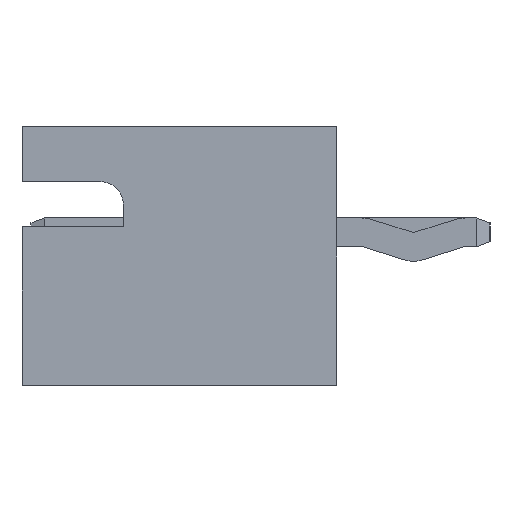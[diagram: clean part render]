
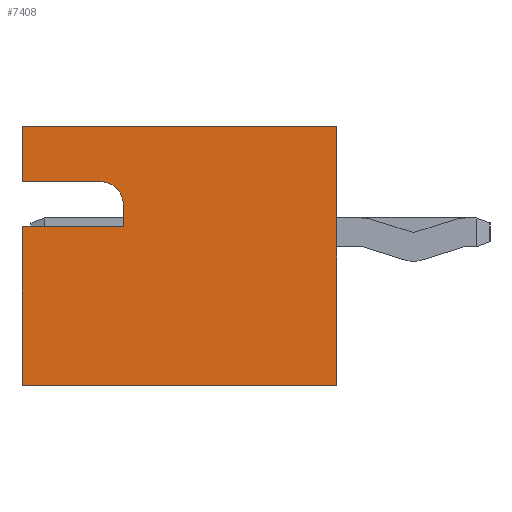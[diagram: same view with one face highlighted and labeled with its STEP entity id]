
A CAD part, left-side view. The second image highlights one B-rep face of the part: STEP entity #7408.
In plain terms, the highlighted planar face has unit normal (-1, 0, 0).
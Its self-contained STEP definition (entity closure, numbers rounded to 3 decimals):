
#20 = EDGE_CURVE ( 'NONE', #5626, #6422, #10462, .T. ) ;
#199 = AXIS2_PLACEMENT_3D ( 'NONE', #1379, #6857, #3512 ) ;
#424 = LINE ( 'NONE', #3050, #13065 ) ;
#451 = VERTEX_POINT ( 'NONE', #6332 ) ;
#625 = CARTESIAN_POINT ( 'NONE',  ( -13.7, 7., 2.875 ) ) ;
#1048 = ORIENTED_EDGE ( 'NONE', *, *, #3074, .T. ) ;
#1379 = CARTESIAN_POINT ( 'NONE',  ( -13.7, 5.25, 1.15 ) ) ;
#1438 = DIRECTION ( 'NONE',  ( 0., 0., 1. ) ) ;
#1446 = VERTEX_POINT ( 'NONE', #1854 ) ;
#1688 = EDGE_CURVE ( 'NONE', #6195, #7157, #6970, .T. ) ;
#1721 = CARTESIAN_POINT ( 'NONE',  ( -13.7, 5.25, 1.65 ) ) ;
#1854 = CARTESIAN_POINT ( 'NONE',  ( -13.7, 4.75, 0.65 ) ) ;
#2000 = LINE ( 'NONE', #7227, #12629 ) ;
#2561 = VERTEX_POINT ( 'NONE', #8162 ) ;
#2598 = LINE ( 'NONE', #625, #10685 ) ;
#2828 = CARTESIAN_POINT ( 'NONE',  ( -13.7, 7., 1.65 ) ) ;
#2944 = DIRECTION ( 'NONE',  ( 1., 0., 0. ) ) ;
#3050 = CARTESIAN_POINT ( 'NONE',  ( -13.7, 7., 0.65 ) ) ;
#3074 = EDGE_CURVE ( 'NONE', #4947, #8185, #2000, .T. ) ;
#3512 = DIRECTION ( 'NONE',  ( 0., 0., 1. ) ) ;
#3636 = DIRECTION ( 'NONE',  ( 0., 0., 1. ) ) ;
#4001 = CARTESIAN_POINT ( 'NONE',  ( -13.7, 7., -2.875 ) ) ;
#4009 = LINE ( 'NONE', #2828, #13825 ) ;
#4788 = DIRECTION ( 'NONE',  ( 0., -1., 0. ) ) ;
#4911 = CARTESIAN_POINT ( 'NONE',  ( -13.7, 4.75, 0. ) ) ;
#4947 = VERTEX_POINT ( 'NONE', #10877 ) ;
#5082 = ORIENTED_EDGE ( 'NONE', *, *, #1688, .F. ) ;
#5323 = VECTOR ( 'NONE', #3636, 1000. ) ;
#5421 = ORIENTED_EDGE ( 'NONE', *, *, #8730, .F. ) ;
#5614 = CARTESIAN_POINT ( 'NONE',  ( -13.7, 7., 2.875 ) ) ;
#5626 = VERTEX_POINT ( 'NONE', #13392 ) ;
#5877 = DIRECTION ( 'NONE',  ( 0., -1., 0. ) ) ;
#6195 = VERTEX_POINT ( 'NONE', #7535 ) ;
#6332 = CARTESIAN_POINT ( 'NONE',  ( -13.7, 7., 0.65 ) ) ;
#6422 = VERTEX_POINT ( 'NONE', #1721 ) ;
#6620 = CARTESIAN_POINT ( 'NONE',  ( -13.7, 0., 2.875 ) ) ;
#6680 = CARTESIAN_POINT ( 'NONE',  ( -13.7, 7., 0. ) ) ;
#6857 = DIRECTION ( 'NONE',  ( -1., 0., 0. ) ) ;
#6970 = LINE ( 'NONE', #6680, #11684 ) ;
#7157 = VERTEX_POINT ( 'NONE', #5614 ) ;
#7227 = CARTESIAN_POINT ( 'NONE',  ( -13.7, 0., 0. ) ) ;
#7237 = EDGE_CURVE ( 'NONE', #7157, #8185, #2598, .T. ) ;
#7273 = ORIENTED_EDGE ( 'NONE', *, *, #12369, .T. ) ;
#7280 = DIRECTION ( 'NONE',  ( 0., -1., 0. ) ) ;
#7324 = DIRECTION ( 'NONE',  ( 0., 0., 1. ) ) ;
#7408 = ADVANCED_FACE ( 'NONE', ( #12890 ), #11600, .F. ) ;
#7527 = ORIENTED_EDGE ( 'NONE', *, *, #9634, .T. ) ;
#7535 = CARTESIAN_POINT ( 'NONE',  ( -13.7, 7., 1.65 ) ) ;
#8162 = CARTESIAN_POINT ( 'NONE',  ( -13.7, 7., -2.875 ) ) ;
#8185 = VERTEX_POINT ( 'NONE', #6620 ) ;
#8249 = CARTESIAN_POINT ( 'NONE',  ( -13.7, 7., 0. ) ) ;
#8730 = EDGE_CURVE ( 'NONE', #2561, #451, #12248, .T. ) ;
#9326 = DIRECTION ( 'NONE',  ( 0., 0., -1. ) ) ;
#9614 = EDGE_CURVE ( 'NONE', #2561, #4947, #13437, .T. ) ;
#9634 = EDGE_CURVE ( 'NONE', #1446, #451, #424, .T. ) ;
#10462 = CIRCLE ( 'NONE', #199, 0.5 ) ;
#10515 = VECTOR ( 'NONE', #7280, 1000. ) ;
#10685 = VECTOR ( 'NONE', #4788, 1000. ) ;
#10854 = AXIS2_PLACEMENT_3D ( 'NONE', #8249, #2944, #9326 ) ;
#10877 = CARTESIAN_POINT ( 'NONE',  ( -13.7, 0., -2.875 ) ) ;
#11486 = VECTOR ( 'NONE', #12441, 1000. ) ;
#11559 = ORIENTED_EDGE ( 'NONE', *, *, #13484, .T. ) ;
#11600 = PLANE ( 'NONE',  #10854 ) ;
#11684 = VECTOR ( 'NONE', #1438, 1000. ) ;
#11843 = ORIENTED_EDGE ( 'NONE', *, *, #9614, .T. ) ;
#12180 = ORIENTED_EDGE ( 'NONE', *, *, #7237, .F. ) ;
#12248 = LINE ( 'NONE', #13419, #5323 ) ;
#12369 = EDGE_CURVE ( 'NONE', #6195, #6422, #4009, .T. ) ;
#12441 = DIRECTION ( 'NONE',  ( 0., 0., -1. ) ) ;
#12527 = ORIENTED_EDGE ( 'NONE', *, *, #20, .F. ) ;
#12629 = VECTOR ( 'NONE', #7324, 1000. ) ;
#12890 = FACE_OUTER_BOUND ( 'NONE', #13728, .T. ) ;
#13065 = VECTOR ( 'NONE', #13846, 1000. ) ;
#13392 = CARTESIAN_POINT ( 'NONE',  ( -13.7, 4.75, 1.15 ) ) ;
#13419 = CARTESIAN_POINT ( 'NONE',  ( -13.7, 7., 0. ) ) ;
#13437 = LINE ( 'NONE', #4001, #10515 ) ;
#13484 = EDGE_CURVE ( 'NONE', #5626, #1446, #13733, .T. ) ;
#13728 = EDGE_LOOP ( 'NONE', ( #11559, #7527, #5421, #11843, #1048, #12180, #5082, #7273, #12527 ) ) ;
#13733 = LINE ( 'NONE', #4911, #11486 ) ;
#13825 = VECTOR ( 'NONE', #5877, 1000. ) ;
#13846 = DIRECTION ( 'NONE',  ( 0., 1., 0. ) ) ;
